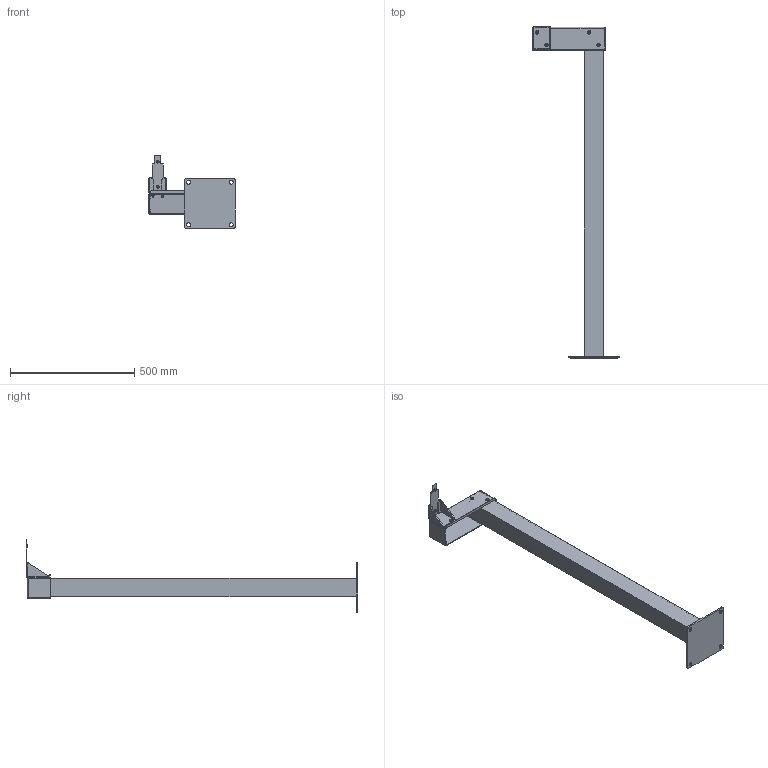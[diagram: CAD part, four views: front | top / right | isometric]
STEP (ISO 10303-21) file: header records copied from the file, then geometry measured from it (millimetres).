
FILE_DESCRIPTION (( 'STEP AP214' ), '1' );
FILE_NAME ('09-0958.STEP', '2024-12-11T17:27:44', ( '' ), ( '' ), 'SwSTEP 2.0', 'SolidWorks 2023', '' );
FILE_SCHEMA (( 'AUTOMOTIVE_DESIGN' ));
Length unit declared in the file: inch
Products named in the file (5): 40-1976; 10000202704; 10000179983; 09-0958; 10000183202
Assembly tree (7 placements, depth 2):
  09-0958
    10000183202
    10000202704
    10000179983
    40-1976  x4
Bounding box: 347.21 x 1336.67 x 295.52 mm (x, y, z)
Volume: 1840628.5 mm3; surface area: 1111808.3 mm2
Topology: 14 solids, 14 shells, 980 faces, 2298 edges, 1368 vertices
Faces by surface type: plane 626, cylinder 284, cone 52, sphere 8, bspline 6, torus 4
Entity records: 32647 total; most frequent: CARTESIAN_POINT 11318, DIRECTION 4358, ORIENTED_EDGE 4320, EDGE_CURVE 2160, AXIS2_PLACEMENT_3D 1568, VERTEX_POINT 1278, VECTOR 1222, LINE 1222
